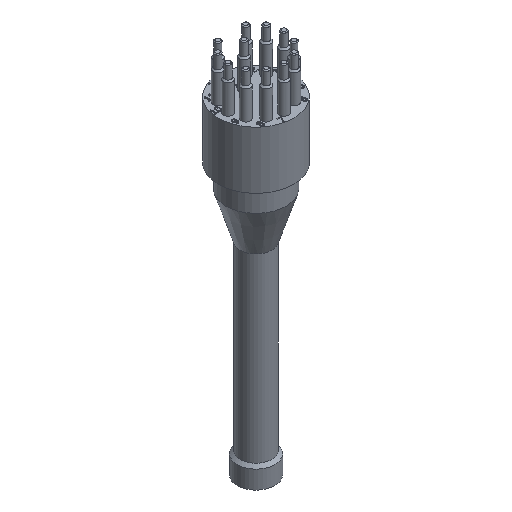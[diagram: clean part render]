
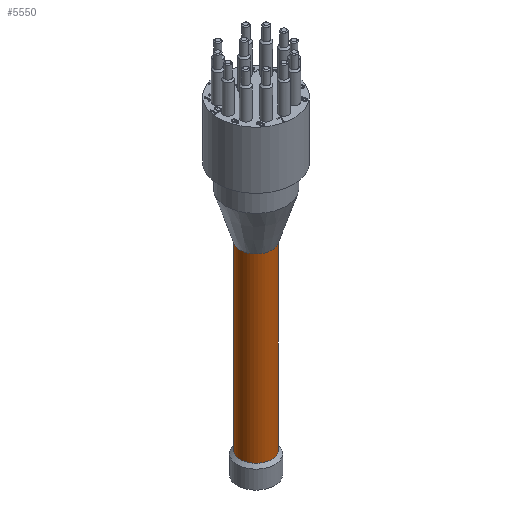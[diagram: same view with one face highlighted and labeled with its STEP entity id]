
A CAD part, isometric view. The second image highlights one B-rep face of the part: STEP entity #5550.
In plain terms, the highlighted cylindrical face has radius 5.25 mm (diameter 10.5 mm), a full revolution.
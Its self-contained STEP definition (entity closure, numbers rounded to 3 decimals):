
#37=CYLINDRICAL_SURFACE($,#5811,5.25);
#128=CIRCLE($,#5807,5.25);
#130=CIRCLE($,#5812,5.25);
#829=FACE_OUTER_BOUND($,#1327,.T.);
#922=FACE_BOUND($,#1328,.T.);
#1327=EDGE_LOOP($,(#5029));
#1328=EDGE_LOOP($,(#5030));
#2744=VERTEX_POINT($,#10434);
#2746=VERTEX_POINT($,#10441);
#3508=EDGE_CURVE($,#2744,#2744,#128,.T.);
#3510=EDGE_CURVE($,#2746,#2746,#130,.T.);
#5029=ORIENTED_EDGE($,*,*,#3508,.T.);
#5030=ORIENTED_EDGE($,*,*,#3510,.F.);
#5550=ADVANCED_FACE($,(#829,#922),#37,.T.);
#5807=AXIS2_PLACEMENT_3D($,#10435,#6759,#6760);
#5811=AXIS2_PLACEMENT_3D($,#10440,#6767,#6768);
#5812=AXIS2_PLACEMENT_3D($,#10442,#6769,#6770);
#6759=DIRECTION('center_axis',(0.,0.,1.));
#6760=DIRECTION('ref_axis',(1.,0.,0.));
#6767=DIRECTION('center_axis',(0.,0.,-1.));
#6768=DIRECTION('ref_axis',(1.,0.,0.));
#6769=DIRECTION('center_axis',(0.,0.,1.));
#6770=DIRECTION('ref_axis',(1.,0.,0.));
#10434=CARTESIAN_POINT('',(-5.25,0.,-82.5));
#10435=CARTESIAN_POINT('Origin',(0.,0.,-82.5));
#10440=CARTESIAN_POINT('Origin',(0.,0.,-22.5));
#10441=CARTESIAN_POINT('',(5.25,0.,-22.5));
#10442=CARTESIAN_POINT('Origin',(0.,0.,-22.5));
